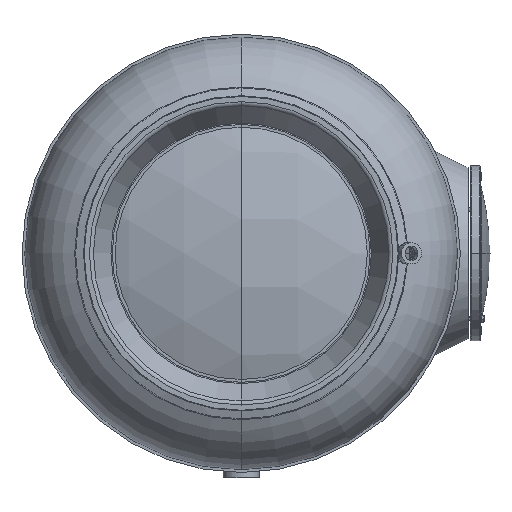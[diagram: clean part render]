
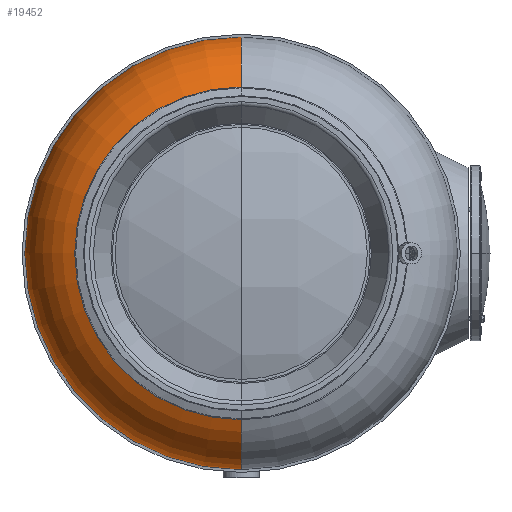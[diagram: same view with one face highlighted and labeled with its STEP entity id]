
A CAD part, front view. The second image highlights one B-rep face of the part: STEP entity #19452.
In plain terms, the highlighted toroidal (fillet/blend) face has major radius 385.938 mm and minor radius 231.562 mm.
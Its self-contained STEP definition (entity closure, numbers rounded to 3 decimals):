
#1387 = CIRCLE ( 'NONE', #13862, 231.563 ) ;
#1388 = CIRCLE ( 'NONE', #13864, 231.563 ) ;
#1900 = VERTEX_POINT ( 'NONE', #6759 ) ;
#2096 = TOROIDAL_SURFACE ( 'NONE', #18415, 385.938, 231.563 ) ;
#2226 = EDGE_CURVE ( 'NONE', #6781, #5929, #1388, .T. ) ;
#3128 = AXIS2_PLACEMENT_3D ( 'NONE', #24918, #12959, #22893 ) ;
#4163 = CARTESIAN_POINT ( 'NONE',  ( 0., 308.75, 0. ) ) ;
#5811 = EDGE_CURVE ( 'NONE', #6781, #10645, #14752, .T. ) ;
#5929 = VERTEX_POINT ( 'NONE', #16670 ) ;
#6759 = CARTESIAN_POINT ( 'NONE',  ( -617.5, 308.75, 0. ) ) ;
#6781 = VERTEX_POINT ( 'NONE', #17655 ) ;
#8068 = DIRECTION ( 'NONE',  ( 1., 0., 0. ) ) ;
#8195 = FACE_OUTER_BOUND ( 'NONE', #11852, .T. ) ;
#9540 = DIRECTION ( 'NONE',  ( 0.385, -0.923, 0. ) ) ;
#10645 = VERTEX_POINT ( 'NONE', #24182 ) ;
#11240 = EDGE_CURVE ( 'NONE', #10645, #1900, #1387, .T. ) ;
#11495 = ORIENTED_EDGE ( 'NONE', *, *, #5811, .T. ) ;
#11852 = EDGE_LOOP ( 'NONE', ( #11495, #13844, #21053, #18711 ) ) ;
#12959 = DIRECTION ( 'NONE',  ( 0., 1., 0. ) ) ;
#13844 = ORIENTED_EDGE ( 'NONE', *, *, #11240, .T. ) ;
#13862 = AXIS2_PLACEMENT_3D ( 'NONE', #17917, #26119, #21689 ) ;
#13864 = AXIS2_PLACEMENT_3D ( 'NONE', #23771, #25931, #9540 ) ;
#14752 = CIRCLE ( 'NONE', #3128, 475. ) ;
#16670 = CARTESIAN_POINT ( 'NONE',  ( 617.5, 308.75, 0. ) ) ;
#17111 = CIRCLE ( 'NONE', #21850, 617.5 ) ;
#17138 = CARTESIAN_POINT ( 'NONE',  ( 0., 308.75, 0. ) ) ;
#17655 = CARTESIAN_POINT ( 'NONE',  ( 475., 95., 0. ) ) ;
#17917 = CARTESIAN_POINT ( 'NONE',  ( -385.938, 308.75, 0. ) ) ;
#18415 = AXIS2_PLACEMENT_3D ( 'NONE', #17138, #25217, #8068 ) ;
#18711 = ORIENTED_EDGE ( 'NONE', *, *, #2226, .F. ) ;
#19452 = ADVANCED_FACE ( 'NONE', ( #8195 ), #2096, .T. ) ;
#19668 = EDGE_CURVE ( 'NONE', #5929, #1900, #17111, .T. ) ;
#21053 = ORIENTED_EDGE ( 'NONE', *, *, #19668, .F. ) ;
#21689 = DIRECTION ( 'NONE',  ( -0.385, -0.923, 0. ) ) ;
#21850 = AXIS2_PLACEMENT_3D ( 'NONE', #4163, #26235, #24615 ) ;
#22893 = DIRECTION ( 'NONE',  ( 1., 0., 0. ) ) ;
#23771 = CARTESIAN_POINT ( 'NONE',  ( 385.938, 308.75, 0. ) ) ;
#24182 = CARTESIAN_POINT ( 'NONE',  ( -475., 95., 0. ) ) ;
#24615 = DIRECTION ( 'NONE',  ( 1., 0., 0. ) ) ;
#24918 = CARTESIAN_POINT ( 'NONE',  ( 0., 95., 0. ) ) ;
#25217 = DIRECTION ( 'NONE',  ( 0., 1., 0. ) ) ;
#25931 = DIRECTION ( 'NONE',  ( 0., 0., 1. ) ) ;
#26119 = DIRECTION ( 'NONE',  ( 0., 0., -1. ) ) ;
#26235 = DIRECTION ( 'NONE',  ( 0., 1., 0. ) ) ;
